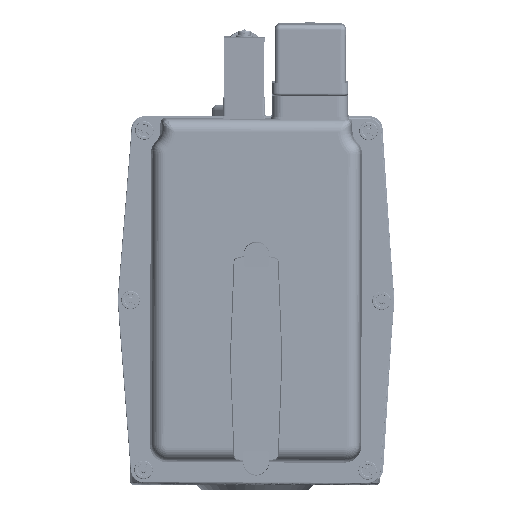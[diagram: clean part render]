
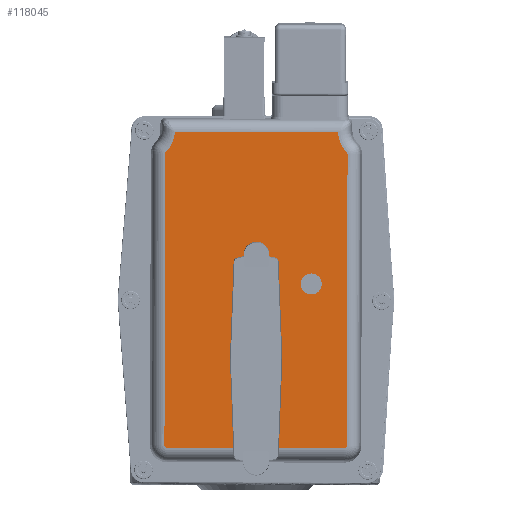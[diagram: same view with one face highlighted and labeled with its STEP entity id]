
A CAD part, left-side view. The second image highlights one B-rep face of the part: STEP entity #118045.
In plain terms, the highlighted face is planar.
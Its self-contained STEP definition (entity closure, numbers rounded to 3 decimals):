
#1387 = VERTEX_POINT ( 'NONE', #98714 ) ;
#1728 = AXIS2_PLACEMENT_3D ( 'NONE', #102764, #63222, #115910 ) ;
#1740 = LINE ( 'NONE', #54403, #60303 ) ;
#2793 = DIRECTION ( 'NONE',  ( 0., 0., 1. ) ) ;
#3319 = LINE ( 'NONE', #108657, #127123 ) ;
#3728 = EDGE_CURVE ( 'NONE', #1387, #81438, #96131, .T. ) ;
#4077 = DIRECTION ( 'NONE',  ( 0., 0., 1. ) ) ;
#5160 = PLANE ( 'NONE',  #47961 ) ;
#5984 = VERTEX_POINT ( 'NONE', #25902 ) ;
#6030 = DIRECTION ( 'NONE',  ( 0., 0., 1. ) ) ;
#7417 = LINE ( 'NONE', #123188, #104870 ) ;
#9178 = VERTEX_POINT ( 'NONE', #56329 ) ;
#13193 = VERTEX_POINT ( 'NONE', #41123 ) ;
#14829 = AXIS2_PLACEMENT_3D ( 'NONE', #34184, #76449, #25136 ) ;
#15805 = VERTEX_POINT ( 'NONE', #45347 ) ;
#16130 = DIRECTION ( 'NONE',  ( 0.924, 0.383, 0. ) ) ;
#17232 = CIRCLE ( 'NONE', #1728, 0.906 ) ;
#19761 = ORIENTED_EDGE ( 'NONE', *, *, #23313, .F. ) ;
#22137 = VERTEX_POINT ( 'NONE', #106626 ) ;
#23313 = EDGE_CURVE ( 'NONE', #61557, #5984, #97075, .T. ) ;
#23935 = DIRECTION ( 'NONE',  ( 1., 0., 0. ) ) ;
#25136 = DIRECTION ( 'NONE',  ( -0.924, 0.383, 0. ) ) ;
#25902 = CARTESIAN_POINT ( 'NONE',  ( 33.789, -56.149, 32. ) ) ;
#26845 = DIRECTION ( 'NONE',  ( 0.924, -0.383, 0. ) ) ;
#31918 = DIRECTION ( 'NONE',  ( 1., 0., 0. ) ) ;
#33657 = CARTESIAN_POINT ( 'NONE',  ( 33.789, -61.629, 32. ) ) ;
#34184 = CARTESIAN_POINT ( 'NONE',  ( -33.789, 55.768, 32. ) ) ;
#34687 = CIRCLE ( 'NONE', #81134, 0.906 ) ;
#36544 = DIRECTION ( 'NONE',  ( 0., 1., 0. ) ) ;
#37135 = CARTESIAN_POINT ( 'NONE',  ( 34.695, 55.768, 32. ) ) ;
#37656 = DIRECTION ( 'NONE',  ( 0., 0., -1. ) ) ;
#38757 = ORIENTED_EDGE ( 'NONE', *, *, #69812, .F. ) ;
#39176 = VERTEX_POINT ( 'NONE', #78875 ) ;
#39360 = EDGE_CURVE ( 'NONE', #9178, #117618, #123414, .T. ) ;
#39890 = EDGE_CURVE ( 'NONE', #39176, #22137, #17232, .T. ) ;
#40009 = ORIENTED_EDGE ( 'NONE', *, *, #3728, .F. ) ;
#41123 = CARTESIAN_POINT ( 'NONE',  ( -31.045, 63.982, 32. ) ) ;
#41506 = AXIS2_PLACEMENT_3D ( 'NONE', #132296, #4077, #120512 ) ;
#43657 = DIRECTION ( 'NONE',  ( 1., 0., 0. ) ) ;
#45347 = CARTESIAN_POINT ( 'NONE',  ( -34.429, 56.408, 32. ) ) ;
#46206 = VERTEX_POINT ( 'NONE', #37135 ) ;
#47759 = ORIENTED_EDGE ( 'NONE', *, *, #53507, .F. ) ;
#47961 = AXIS2_PLACEMENT_3D ( 'NONE', #33657, #86326, #23935 ) ;
#49992 = ORIENTED_EDGE ( 'NONE', *, *, #124358, .F. ) ;
#50478 = ORIENTED_EDGE ( 'NONE', *, *, #73549, .F. ) ;
#50613 = EDGE_CURVE ( 'NONE', #22137, #80717, #3319, .T. ) ;
#53507 = EDGE_CURVE ( 'NONE', #117618, #46206, #34687, .T. ) ;
#54096 = CARTESIAN_POINT ( 'NONE',  ( 0.107, -22.157, 32. ) ) ;
#54403 = CARTESIAN_POINT ( 'NONE',  ( -31.045, 63.982, 32. ) ) ;
#54745 = CARTESIAN_POINT ( 'NONE',  ( 0.107, -22.157, 32. ) ) ;
#56139 = DIRECTION ( 'NONE',  ( 0., 0., -1. ) ) ;
#56329 = CARTESIAN_POINT ( 'NONE',  ( 31.045, 63.982, 32. ) ) ;
#60303 = VECTOR ( 'NONE', #63421, 1000. ) ;
#61359 = CIRCLE ( 'NONE', #118861, 11.604 ) ;
#61557 = VERTEX_POINT ( 'NONE', #74493 ) ;
#62940 = EDGE_CURVE ( 'NONE', #5984, #39176, #7417, .T. ) ;
#63222 = DIRECTION ( 'NONE',  ( 0., 0., -1. ) ) ;
#63421 = DIRECTION ( 'NONE',  ( 1., 0., 0. ) ) ;
#64118 = AXIS2_PLACEMENT_3D ( 'NONE', #54745, #85218, #43657 ) ;
#65990 = CARTESIAN_POINT ( 'NONE',  ( -34.695, 55.768, 32. ) ) ;
#67854 = EDGE_LOOP ( 'NONE', ( #82060, #99547, #38757, #104478, #135591, #89810, #19761, #50478, #47759, #95042 ) ) ;
#69615 = EDGE_CURVE ( 'NONE', #15805, #13193, #61359, .T. ) ;
#69812 = EDGE_CURVE ( 'NONE', #80717, #15805, #136579, .T. ) ;
#72656 = CARTESIAN_POINT ( 'NONE',  ( -8.443, -22.157, 32. ) ) ;
#73549 = EDGE_CURVE ( 'NONE', #46206, #61557, #91622, .T. ) ;
#74493 = CARTESIAN_POINT ( 'NONE',  ( 34.695, -55.243, 32. ) ) ;
#76449 = DIRECTION ( 'NONE',  ( 0., 0., -1. ) ) ;
#78875 = CARTESIAN_POINT ( 'NONE',  ( -33.789, -56.149, 32. ) ) ;
#79495 = CARTESIAN_POINT ( 'NONE',  ( -42.632, 64.616, 32. ) ) ;
#80717 = VERTEX_POINT ( 'NONE', #65990 ) ;
#81134 = AXIS2_PLACEMENT_3D ( 'NONE', #99335, #37656, #16130 ) ;
#81438 = VERTEX_POINT ( 'NONE', #72656 ) ;
#82060 = ORIENTED_EDGE ( 'NONE', *, *, #108744, .F. ) ;
#85218 = DIRECTION ( 'NONE',  ( 0., 0., 1. ) ) ;
#86326 = DIRECTION ( 'NONE',  ( 0., 0., 1. ) ) ;
#87701 = FACE_OUTER_BOUND ( 'NONE', #67854, .T. ) ;
#89810 = ORIENTED_EDGE ( 'NONE', *, *, #62940, .F. ) ;
#91622 = LINE ( 'NONE', #133938, #93114 ) ;
#93114 = VECTOR ( 'NONE', #124203, 1000. ) ;
#95042 = ORIENTED_EDGE ( 'NONE', *, *, #39360, .F. ) ;
#95781 = EDGE_LOOP ( 'NONE', ( #49992, #40009 ) ) ;
#96131 = CIRCLE ( 'NONE', #107204, 8.55 ) ;
#97075 = CIRCLE ( 'NONE', #136674, 0.906 ) ;
#97709 = CARTESIAN_POINT ( 'NONE',  ( 33.789, -55.243, 32. ) ) ;
#98714 = CARTESIAN_POINT ( 'NONE',  ( 8.657, -22.157, 32. ) ) ;
#99335 = CARTESIAN_POINT ( 'NONE',  ( 33.789, 55.768, 32. ) ) ;
#99547 = ORIENTED_EDGE ( 'NONE', *, *, #69615, .F. ) ;
#102764 = CARTESIAN_POINT ( 'NONE',  ( -33.789, -55.243, 32. ) ) ;
#103323 = CARTESIAN_POINT ( 'NONE',  ( 34.429, 56.408, 32. ) ) ;
#104478 = ORIENTED_EDGE ( 'NONE', *, *, #50613, .F. ) ;
#104870 = VECTOR ( 'NONE', #111411, 1000. ) ;
#106154 = CIRCLE ( 'NONE', #64118, 8.55 ) ;
#106626 = CARTESIAN_POINT ( 'NONE',  ( -34.695, -55.243, 32. ) ) ;
#106728 = DIRECTION ( 'NONE',  ( 0.707, -0.707, 0. ) ) ;
#107204 = AXIS2_PLACEMENT_3D ( 'NONE', #54096, #2793, #31918 ) ;
#108657 = CARTESIAN_POINT ( 'NONE',  ( -34.695, -55.243, 32. ) ) ;
#108744 = EDGE_CURVE ( 'NONE', #13193, #9178, #1740, .T. ) ;
#111411 = DIRECTION ( 'NONE',  ( -1., 0., 0. ) ) ;
#115910 = DIRECTION ( 'NONE',  ( -0.707, -0.707, 0. ) ) ;
#117618 = VERTEX_POINT ( 'NONE', #103323 ) ;
#118045 = ADVANCED_FACE ( 'NONE', ( #87701, #131347 ), #5160, .T. ) ;
#118861 = AXIS2_PLACEMENT_3D ( 'NONE', #79495, #6030, #26845 ) ;
#120512 = DIRECTION ( 'NONE',  ( -0.924, -0.383, 0. ) ) ;
#123188 = CARTESIAN_POINT ( 'NONE',  ( 33.789, -56.149, 32. ) ) ;
#123414 = CIRCLE ( 'NONE', #41506, 11.604 ) ;
#124203 = DIRECTION ( 'NONE',  ( 0., -1., 0. ) ) ;
#124358 = EDGE_CURVE ( 'NONE', #81438, #1387, #106154, .T. ) ;
#127123 = VECTOR ( 'NONE', #36544, 1000. ) ;
#131347 = FACE_BOUND ( 'NONE', #95781, .T. ) ;
#132296 = CARTESIAN_POINT ( 'NONE',  ( 42.632, 64.616, 32. ) ) ;
#133938 = CARTESIAN_POINT ( 'NONE',  ( 34.695, 55.768, 32. ) ) ;
#135591 = ORIENTED_EDGE ( 'NONE', *, *, #39890, .F. ) ;
#136579 = CIRCLE ( 'NONE', #14829, 0.906 ) ;
#136674 = AXIS2_PLACEMENT_3D ( 'NONE', #97709, #56139, #106728 ) ;
